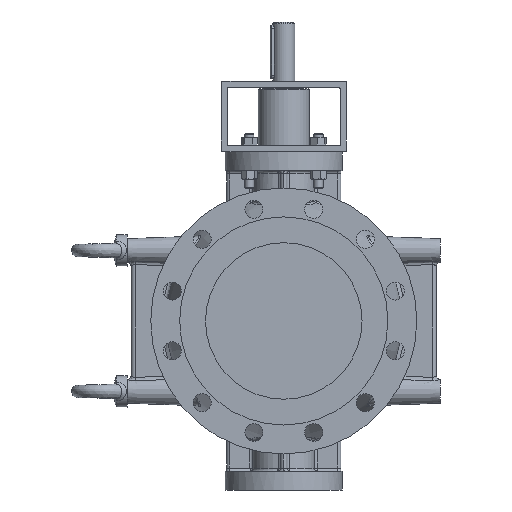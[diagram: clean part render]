
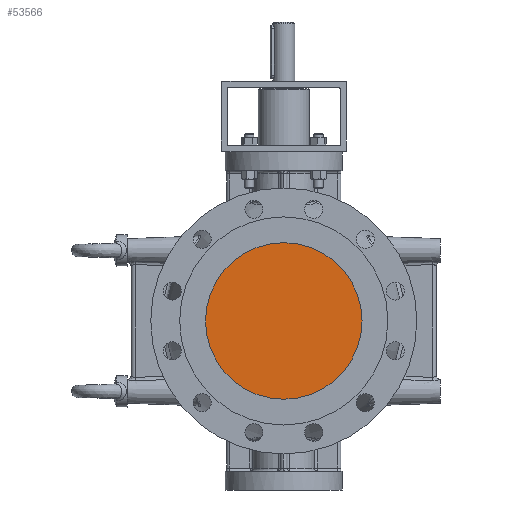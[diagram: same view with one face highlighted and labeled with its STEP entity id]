
A CAD part, left-side view. The second image highlights one B-rep face of the part: STEP entity #53566.
In plain terms, the highlighted planar face has unit normal (-1, 0, 0).
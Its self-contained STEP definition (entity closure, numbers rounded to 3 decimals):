
#3864 = PLANE ( 'NONE',  #17694 ) ;
#4488 = CARTESIAN_POINT ( 'NONE',  ( -130., 0., 0. ) ) ;
#17694 = AXIS2_PLACEMENT_3D ( 'NONE', #4488, #42910, #47648 ) ;
#18190 = DIRECTION ( 'NONE',  ( 0., 0., 1. ) ) ;
#19923 = CIRCLE ( 'NONE', #57132, 100. ) ;
#23494 = EDGE_CURVE ( 'NONE', #28016, #28016, #19923, .T. ) ;
#23906 = CARTESIAN_POINT ( 'NONE',  ( -130., 0., 100. ) ) ;
#25487 = EDGE_LOOP ( 'NONE', ( #41505 ) ) ;
#27826 = FACE_OUTER_BOUND ( 'NONE', #25487, .T. ) ;
#28016 = VERTEX_POINT ( 'NONE', #23906 ) ;
#41505 = ORIENTED_EDGE ( 'NONE', *, *, #23494, .T. ) ;
#42910 = DIRECTION ( 'NONE',  ( -1., 0., 0. ) ) ;
#47648 = DIRECTION ( 'NONE',  ( 0., 0., 1. ) ) ;
#53566 = ADVANCED_FACE ( 'NONE', ( #27826 ), #3864, .T. ) ;
#55381 = CARTESIAN_POINT ( 'NONE',  ( -130., 0., 0. ) ) ;
#57132 = AXIS2_PLACEMENT_3D ( 'NONE', #55381, #60409, #18190 ) ;
#60409 = DIRECTION ( 'NONE',  ( -1., 0., 0. ) ) ;
